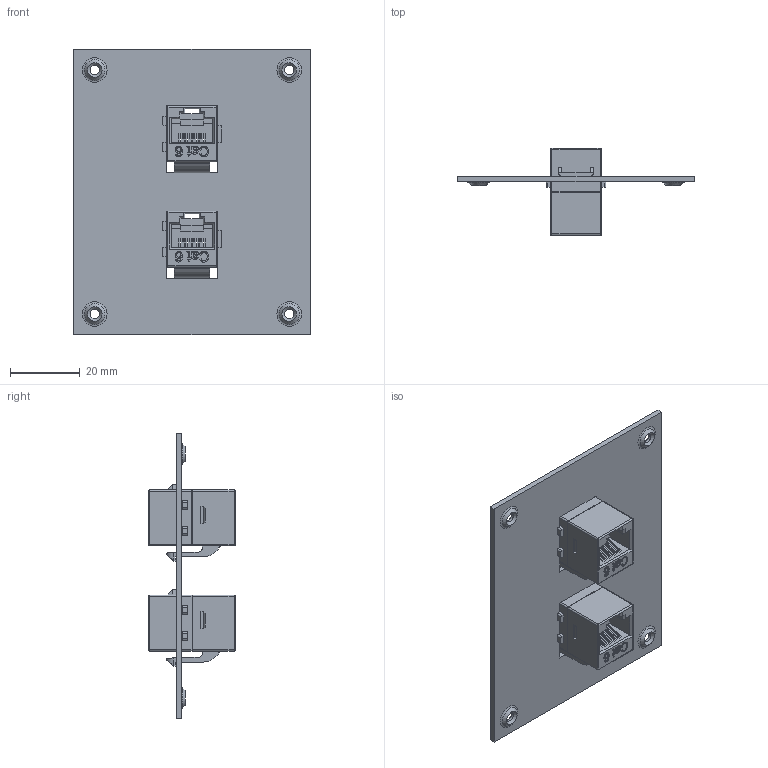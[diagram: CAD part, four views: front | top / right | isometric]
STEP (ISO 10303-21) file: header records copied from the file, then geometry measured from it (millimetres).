
FILE_DESCRIPTION (( 'STEP AP214' ), '1' );
FILE_NAME ('USP2MC6BM.STEP', '2018-04-25T14:15:32', ( '' ), ( '' ), 'SwSTEP 2.0', 'SolidWorks 2017', '' );
FILE_SCHEMA (( 'AUTOMOTIVE_DESIGN' ));
Length unit declared in the file: inch
Products named in the file (3): TDG1026KCx-MINI_Cat 6; 1AR03-003; USP2MC6BM
Assembly tree (3 placements, depth 2):
  USP2MC6BM
    1AR03-003
    TDG1026KCx-MINI_Cat 6  x2
Bounding box: 68.07 x 25 x 82.04 mm (x, y, z)
Volume: 15196.3 mm3; surface area: 18749.4 mm2
Topology: 3 solids, 3 shells, 864 faces, 2434 edges, 1548 vertices
Faces by surface type: plane 572, bspline 184, cylinder 72, sphere 16, cone 12, torus 8
Full cylindrical faces by diameter (mm): 2.705 x4
Entity records: 19488 total; most frequent: CARTESIAN_POINT 7652, ORIENTED_EDGE 2442, DIRECTION 1847, EDGE_CURVE 1221, LINE 937, VECTOR 937, VERTEX_POINT 792, EDGE_LOOP 531
